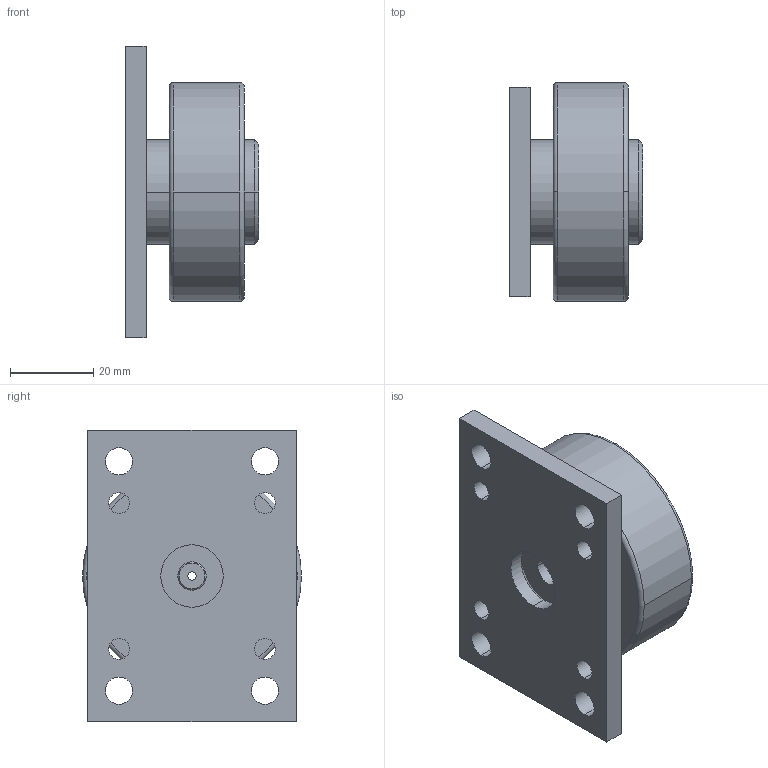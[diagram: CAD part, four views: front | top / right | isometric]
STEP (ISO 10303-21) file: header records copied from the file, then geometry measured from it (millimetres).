
FILE_DESCRIPTION(('STEP AP214'),'1');
FILE_NAME('v_5250_ap.stp','2021-04-02T11:56:01',('TraceParts'),('TraceParts S.A.'),'Spatial InterOp 3D',' ',' ');
FILE_SCHEMA(('AUTOMOTIVE_DESIGN { 1 0 10303 214 1 1 1 1 }'));
Length unit declared in the file: millimetre
Products named in the file (1): v_5250_ap
Bounding box: 32 x 52.5 x 70 mm (x, y, z)
Volume: 54764.1 mm3; surface area: 19139.9 mm2
Topology: 1 solids, 2 shells, 111 faces, 288 edges, 184 vertices
Faces by surface type: cylinder 61, plane 28, cone 12, torus 10
Entity records: 4450 total; most frequent: DIRECTION 702, CARTESIAN_POINT 584, ORIENTED_EDGE 576, AXIS2_PLACEMENT_3D 302, EDGE_CURVE 288, CIRCLE 190, VERTEX_POINT 184, EDGE_LOOP 144
